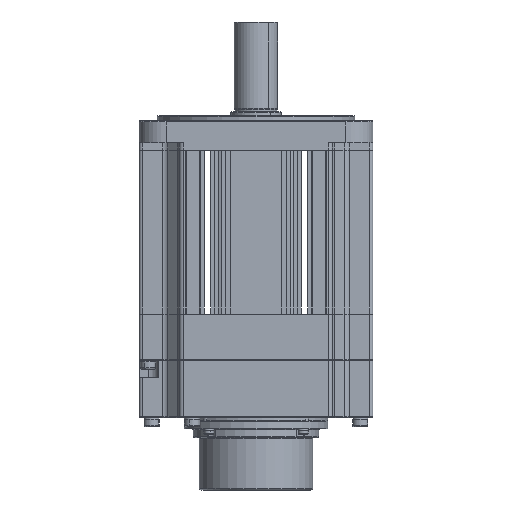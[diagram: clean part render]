
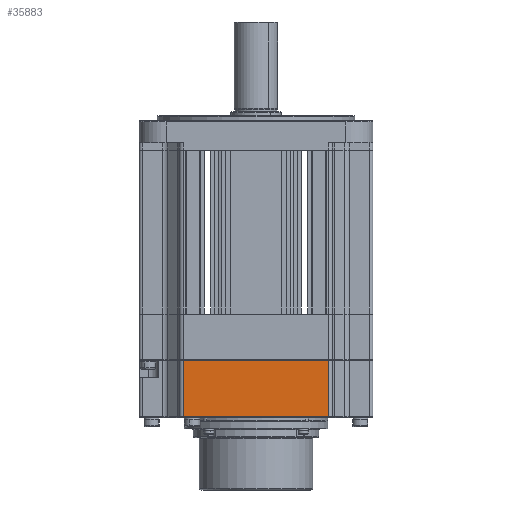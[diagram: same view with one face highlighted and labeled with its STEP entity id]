
A CAD part, front view. The second image highlights one B-rep face of the part: STEP entity #35883.
In plain terms, the highlighted planar face has unit normal (0, -1, 0).
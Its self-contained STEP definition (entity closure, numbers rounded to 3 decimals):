
#1065 = LINE ( 'NONE', #8853, #36701 ) ;
#2094 = VERTEX_POINT ( 'NONE', #25607 ) ;
#2913 = CARTESIAN_POINT ( 'NONE',  ( -41.258, -67.465, 38.1 ) ) ;
#4478 = CARTESIAN_POINT ( 'NONE',  ( -43.258, -67.465, 38.1 ) ) ;
#4695 = AXIS2_PLACEMENT_3D ( 'NONE', #4478, #28663, #7949 ) ;
#4797 = DIRECTION ( 'NONE',  ( 0., 0., -1. ) ) ;
#5186 = CARTESIAN_POINT ( 'NONE',  ( 39.742, -67.465, 38.1 ) ) ;
#5582 = VECTOR ( 'NONE', #32819, 1000. ) ;
#5603 = LINE ( 'NONE', #25525, #41220 ) ;
#7630 = EDGE_CURVE ( 'NONE', #2094, #11233, #28408, .T. ) ;
#7949 = DIRECTION ( 'NONE',  ( -1., 0., 0. ) ) ;
#8168 = EDGE_CURVE ( 'NONE', #24712, #32292, #1065, .T. ) ;
#8512 = DIRECTION ( 'NONE',  ( 1., 0., 0. ) ) ;
#8853 = CARTESIAN_POINT ( 'NONE',  ( -43.258, -67.465, 38.1 ) ) ;
#11233 = VERTEX_POINT ( 'NONE', #18611 ) ;
#12198 = VECTOR ( 'NONE', #8512, 1000. ) ;
#14777 = PLANE ( 'NONE',  #4695 ) ;
#18611 = CARTESIAN_POINT ( 'NONE',  ( 39.742, -67.465, 6.6 ) ) ;
#19547 = ORIENTED_EDGE ( 'NONE', *, *, #7630, .T. ) ;
#20817 = ORIENTED_EDGE ( 'NONE', *, *, #25527, .T. ) ;
#23088 = CARTESIAN_POINT ( 'NONE',  ( 39.742, -67.465, 38.1 ) ) ;
#24712 = VERTEX_POINT ( 'NONE', #2913 ) ;
#25525 = CARTESIAN_POINT ( 'NONE',  ( -41.258, -67.465, 38.1 ) ) ;
#25527 = EDGE_CURVE ( 'NONE', #24712, #2094, #5603, .T. ) ;
#25607 = CARTESIAN_POINT ( 'NONE',  ( -41.258, -67.465, 6.6 ) ) ;
#25741 = EDGE_LOOP ( 'NONE', ( #20817, #19547, #42585, #28215 ) ) ;
#26153 = LINE ( 'NONE', #5186, #5582 ) ;
#26262 = DIRECTION ( 'NONE',  ( 1., 0., 0. ) ) ;
#28215 = ORIENTED_EDGE ( 'NONE', *, *, #8168, .F. ) ;
#28408 = LINE ( 'NONE', #29202, #12198 ) ;
#28663 = DIRECTION ( 'NONE',  ( 0., 1., 0. ) ) ;
#29202 = CARTESIAN_POINT ( 'NONE',  ( 39.742, -67.465, 6.6 ) ) ;
#29693 = FACE_OUTER_BOUND ( 'NONE', #25741, .T. ) ;
#32292 = VERTEX_POINT ( 'NONE', #23088 ) ;
#32819 = DIRECTION ( 'NONE',  ( 0., 0., 1. ) ) ;
#35883 = ADVANCED_FACE ( 'NONE', ( #29693 ), #14777, .F. ) ;
#36701 = VECTOR ( 'NONE', #26262, 1000. ) ;
#40243 = EDGE_CURVE ( 'NONE', #11233, #32292, #26153, .T. ) ;
#41220 = VECTOR ( 'NONE', #4797, 1000. ) ;
#42585 = ORIENTED_EDGE ( 'NONE', *, *, #40243, .T. ) ;
